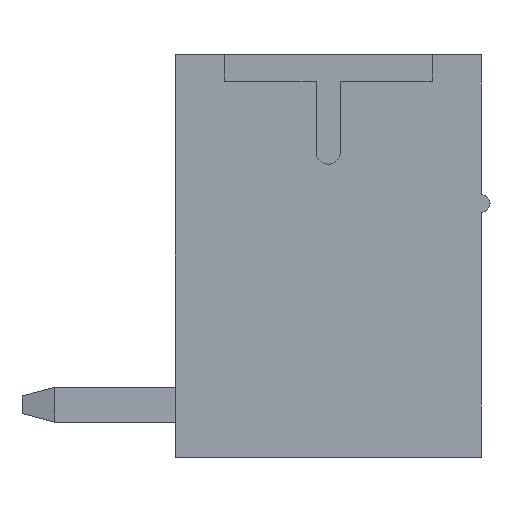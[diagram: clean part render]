
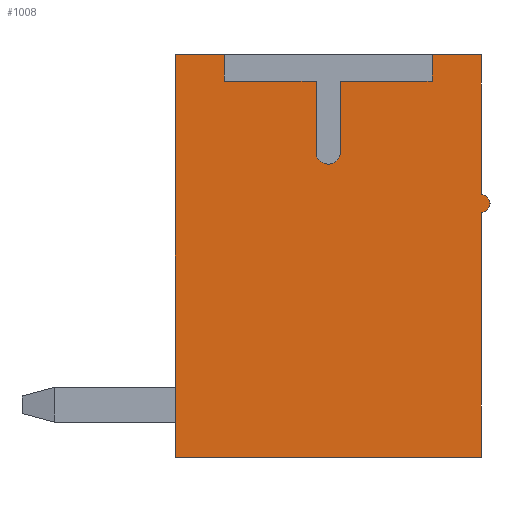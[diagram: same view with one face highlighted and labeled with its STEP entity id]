
A CAD part, left-side view. The second image highlights one B-rep face of the part: STEP entity #1008.
In plain terms, the highlighted planar face has unit normal (-1, 0, 0).
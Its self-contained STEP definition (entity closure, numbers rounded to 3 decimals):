
#1008 = ADVANCED_FACE( '', ( #2406 ), #2407, .F. );
#2406 = FACE_OUTER_BOUND( '', #4285, .T. );
#2407 = PLANE( '', #4286 );
#4285 = EDGE_LOOP( '', ( #6824, #6825, #6826, #6827, #6828, #6829, #6830, #6831, #6832, #6833, #6834, #6835, #6836, #6837 ) );
#4286 = AXIS2_PLACEMENT_3D( '', #6838, #6839, #6840 );
#6824 = ORIENTED_EDGE( '', *, *, #11965, .T. );
#6825 = ORIENTED_EDGE( '', *, *, #12179, .T. );
#6826 = ORIENTED_EDGE( '', *, *, #12180, .T. );
#6827 = ORIENTED_EDGE( '', *, *, #11579, .T. );
#6828 = ORIENTED_EDGE( '', *, *, #12181, .T. );
#6829 = ORIENTED_EDGE( '', *, *, #12182, .T. );
#6830 = ORIENTED_EDGE( '', *, *, #12183, .T. );
#6831 = ORIENTED_EDGE( '', *, *, #12184, .T. );
#6832 = ORIENTED_EDGE( '', *, *, #11945, .T. );
#6833 = ORIENTED_EDGE( '', *, *, #12185, .T. );
#6834 = ORIENTED_EDGE( '', *, *, #12186, .T. );
#6835 = ORIENTED_EDGE( '', *, *, #12187, .T. );
#6836 = ORIENTED_EDGE( '', *, *, #12188, .T. );
#6837 = ORIENTED_EDGE( '', *, *, #12189, .T. );
#6838 = CARTESIAN_POINT( '', ( -25.21, 0., 2.375 ) );
#6839 = DIRECTION( '', ( 1., 0., 0. ) );
#6840 = DIRECTION( '', ( 0., 0., -1. ) );
#11579 = EDGE_CURVE( '', #13884, #13882, #13885, .T. );
#11945 = EDGE_CURVE( '', #14542, #14540, #14543, .T. );
#11965 = EDGE_CURVE( '', #14572, #14573, #14574, .T. );
#12179 = EDGE_CURVE( '', #14573, #14929, #14930, .T. );
#12180 = EDGE_CURVE( '', #14929, #13884, #14931, .T. );
#12181 = EDGE_CURVE( '', #13882, #14932, #14933, .T. );
#12182 = EDGE_CURVE( '', #14932, #14934, #14935, .T. );
#12183 = EDGE_CURVE( '', #14934, #14936, #14937, .T. );
#12184 = EDGE_CURVE( '', #14936, #14542, #14938, .T. );
#12185 = EDGE_CURVE( '', #14540, #14939, #14940, .T. );
#12186 = EDGE_CURVE( '', #14939, #14941, #14942, .T. );
#12187 = EDGE_CURVE( '', #14941, #14943, #14944, .T. );
#12188 = EDGE_CURVE( '', #14943, #14945, #14946, .T. );
#12189 = EDGE_CURVE( '', #14945, #14572, #14947, .F. );
#13882 = VERTEX_POINT( '', #17302 );
#13884 = VERTEX_POINT( '', #17305 );
#13885 = LINE( '', #17306, #17307 );
#14540 = VERTEX_POINT( '', #18248 );
#14542 = VERTEX_POINT( '', #18251 );
#14543 = LINE( '', #18252, #18253 );
#14572 = VERTEX_POINT( '', #18296 );
#14573 = VERTEX_POINT( '', #18297 );
#14574 = LINE( '', #18298, #18299 );
#14929 = VERTEX_POINT( '', #18812 );
#14930 = LINE( '', #18813, #18814 );
#14931 = LINE( '', #18815, #18816 );
#14932 = VERTEX_POINT( '', #18817 );
#14933 = LINE( '', #18818, #18819 );
#14934 = VERTEX_POINT( '', #18820 );
#14935 = CIRCLE( '', #18821, 0.275 );
#14936 = VERTEX_POINT( '', #18822 );
#14937 = LINE( '', #18823, #18824 );
#14938 = LINE( '', #18825, #18826 );
#14939 = VERTEX_POINT( '', #18827 );
#14940 = LINE( '', #18828, #18829 );
#14941 = VERTEX_POINT( '', #18830 );
#14942 = LINE( '', #18831, #18832 );
#14943 = VERTEX_POINT( '', #18833 );
#14944 = LINE( '', #18834, #18835 );
#14945 = VERTEX_POINT( '', #18836 );
#14946 = LINE( '', #18837, #18838 );
#14947 = CIRCLE( '', #18839, 0.2 );
#17302 = CARTESIAN_POINT( '', ( -25.21, -0.275, 4. ) );
#17305 = CARTESIAN_POINT( '', ( -25.21, -2.375, 4. ) );
#17306 = CARTESIAN_POINT( '', ( -25.21, -2.375, 4. ) );
#17307 = VECTOR( '', #22219, 1000. );
#18248 = CARTESIAN_POINT( '', ( -25.21, 2.375, 4.6 ) );
#18251 = CARTESIAN_POINT( '', ( -25.21, 2.375, 4. ) );
#18252 = CARTESIAN_POINT( '', ( -25.21, 2.375, 4. ) );
#18253 = VECTOR( '', #22552, 1000. );
#18296 = CARTESIAN_POINT( '', ( -25.21, -3.5, 1.4 ) );
#18297 = CARTESIAN_POINT( '', ( -25.21, -3.5, 4.6 ) );
#18298 = CARTESIAN_POINT( '', ( -25.21, -3.5, 1.4 ) );
#18299 = VECTOR( '', #22567, 1000. );
#18812 = CARTESIAN_POINT( '', ( -25.21, -2.375, 4.6 ) );
#18813 = CARTESIAN_POINT( '', ( -25.21, -3.871, 4.6 ) );
#18814 = VECTOR( '', #22762, 1000. );
#18815 = CARTESIAN_POINT( '', ( -25.21, -2.375, 4.6 ) );
#18816 = VECTOR( '', #22763, 1000. );
#18817 = CARTESIAN_POINT( '', ( -25.21, -0.275, 2.375 ) );
#18818 = CARTESIAN_POINT( '', ( -25.21, -0.275, 4. ) );
#18819 = VECTOR( '', #22764, 1000. );
#18820 = CARTESIAN_POINT( '', ( -25.21, 0.275, 2.375 ) );
#18821 = AXIS2_PLACEMENT_3D( '', #22765, #22766, #22767 );
#18822 = CARTESIAN_POINT( '', ( -25.21, 0.275, 4. ) );
#18823 = CARTESIAN_POINT( '', ( -25.21, 0.275, 2.375 ) );
#18824 = VECTOR( '', #22768, 1000. );
#18825 = CARTESIAN_POINT( '', ( -25.21, 0.275, 4. ) );
#18826 = VECTOR( '', #22769, 1000. );
#18827 = CARTESIAN_POINT( '', ( -25.21, 3.5, 4.6 ) );
#18828 = CARTESIAN_POINT( '', ( -25.21, 2.375, 4.6 ) );
#18829 = VECTOR( '', #22770, 1000. );
#18830 = CARTESIAN_POINT( '', ( -25.21, 3.5, -4.6 ) );
#18831 = CARTESIAN_POINT( '', ( -25.21, 3.5, 4.6 ) );
#18832 = VECTOR( '', #22771, 1000. );
#18833 = CARTESIAN_POINT( '', ( -25.21, -3.5, -4.6 ) );
#18834 = CARTESIAN_POINT( '', ( -25.21, 3.5, -4.6 ) );
#18835 = VECTOR( '', #22772, 1000. );
#18836 = CARTESIAN_POINT( '', ( -25.21, -3.5, 1. ) );
#18837 = CARTESIAN_POINT( '', ( -25.21, -3.5, -4.6 ) );
#18838 = VECTOR( '', #22773, 1000. );
#18839 = AXIS2_PLACEMENT_3D( '', #22774, #22775, #22776 );
#22219 = DIRECTION( '', ( 0., 1., 0. ) );
#22552 = DIRECTION( '', ( 0., 0., 1. ) );
#22567 = DIRECTION( '', ( 0., 0., 1. ) );
#22762 = DIRECTION( '', ( 0., 1., 0. ) );
#22763 = DIRECTION( '', ( 0., 0., -1. ) );
#22764 = DIRECTION( '', ( 0., 0., -1. ) );
#22765 = CARTESIAN_POINT( '', ( -25.21, 0., 2.375 ) );
#22766 = DIRECTION( '', ( 1., 0., 0. ) );
#22767 = DIRECTION( '', ( 0., -1., 0. ) );
#22768 = DIRECTION( '', ( 0., 0., 1. ) );
#22769 = DIRECTION( '', ( 0., 1., 0. ) );
#22770 = DIRECTION( '', ( 0., 1., 0. ) );
#22771 = DIRECTION( '', ( 0., 0., -1. ) );
#22772 = DIRECTION( '', ( 0., -1., 0. ) );
#22773 = DIRECTION( '', ( 0., 0., 1. ) );
#22774 = CARTESIAN_POINT( '', ( -25.21, -3.5, 1.2 ) );
#22775 = DIRECTION( '', ( 1., 0., 0. ) );
#22776 = DIRECTION( '', ( 0., 0., -1. ) );
